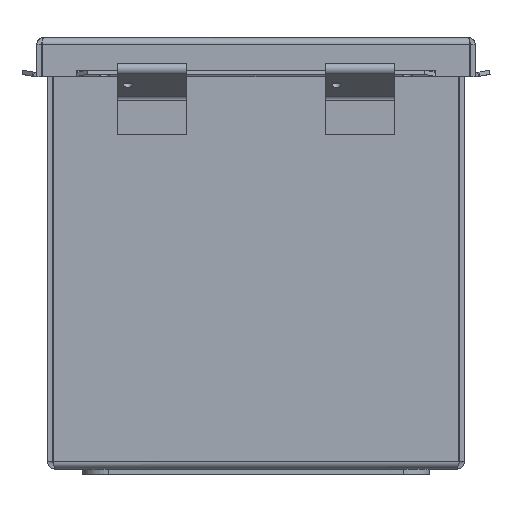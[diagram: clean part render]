
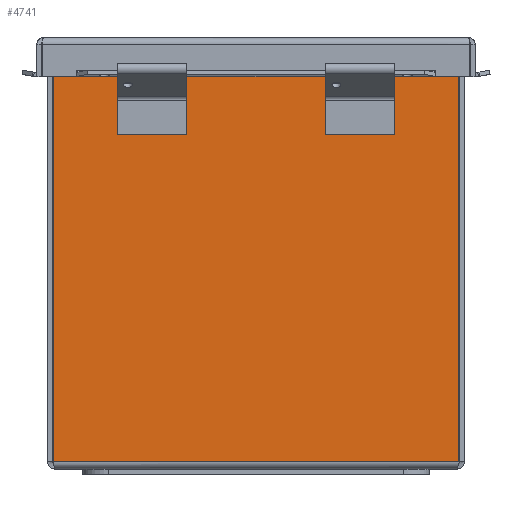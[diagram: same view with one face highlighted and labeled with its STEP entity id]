
A CAD part, front view. The second image highlights one B-rep face of the part: STEP entity #4741.
In plain terms, the highlighted planar face has unit normal (0, -1, 0).
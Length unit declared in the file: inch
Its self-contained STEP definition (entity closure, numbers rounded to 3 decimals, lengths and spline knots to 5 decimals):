
#4006=CARTESIAN_POINT('',(0.08107,0.,5.89475));
#4007=VERTEX_POINT('',#4006);
#4021=CARTESIAN_POINT('',(5.91893,0.,5.89475));
#4022=VERTEX_POINT('',#4021);
#4023=CARTESIAN_POINT('',(5.91893,0.,5.89475));
#4024=DIRECTION('',(-1.0,0.0,0.0));
#4025=VECTOR('',#4024,5.83786);
#4026=LINE('',#4023,#4025);
#4027=EDGE_CURVE('',#4022,#4007,#4026,.T.);
#4711=CARTESIAN_POINT('',(3.,0.,3.00793));
#4712=DIRECTION('',(0.0,1.0,0.0));
#4713=DIRECTION('',(1.0,0.0,0.0));
#4714=AXIS2_PLACEMENT_3D('',#4711,#4712,#4713);
#4715=PLANE('',#4714);
#4716=ORIENTED_EDGE('',*,*,#4027,.T.);
#4717=CARTESIAN_POINT('',(0.08107,0.,0.10525));
#4718=VERTEX_POINT('',#4717);
#4719=CARTESIAN_POINT('',(0.08107,0.,0.10525));
#4720=DIRECTION('',(0.0,0.0,1.0));
#4721=VECTOR('',#4720,5.7895);
#4722=LINE('',#4719,#4721);
#4723=EDGE_CURVE('',#4718,#4007,#4722,.T.);
#4724=ORIENTED_EDGE('',*,*,#4723,.F.);
#4725=CARTESIAN_POINT('',(5.91893,0.,0.10525));
#4726=VERTEX_POINT('',#4725);
#4727=CARTESIAN_POINT('',(0.08107,0.,0.10525));
#4728=DIRECTION('',(1.0,0.0,0.0));
#4729=VECTOR('',#4728,5.83786);
#4730=LINE('',#4727,#4729);
#4731=EDGE_CURVE('',#4718,#4726,#4730,.T.);
#4732=ORIENTED_EDGE('',*,*,#4731,.T.);
#4733=CARTESIAN_POINT('',(5.91893,0.,5.89475));
#4734=DIRECTION('',(0.0,0.0,-1.0));
#4735=VECTOR('',#4734,5.7895);
#4736=LINE('',#4733,#4735);
#4737=EDGE_CURVE('',#4022,#4726,#4736,.T.);
#4738=ORIENTED_EDGE('',*,*,#4737,.F.);
#4739=EDGE_LOOP('',(#4716,#4724,#4732,#4738));
#4740=FACE_OUTER_BOUND('',#4739,.T.);
#4741=ADVANCED_FACE('',(#4740),#4715,.F.);
